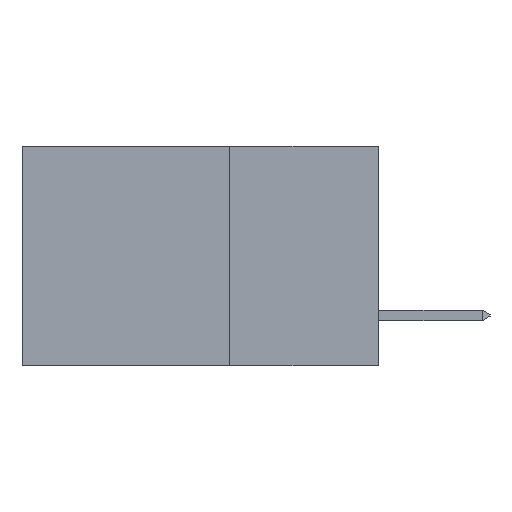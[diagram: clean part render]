
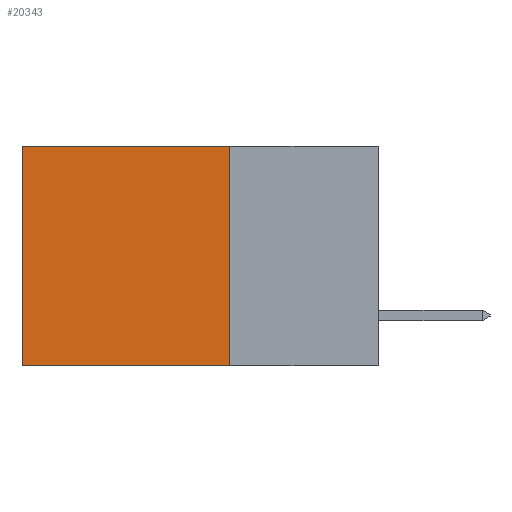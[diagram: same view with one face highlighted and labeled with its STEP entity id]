
A CAD part, left-side view. The second image highlights one B-rep face of the part: STEP entity #20343.
In plain terms, the highlighted planar face has unit normal (-1, 0, 0).
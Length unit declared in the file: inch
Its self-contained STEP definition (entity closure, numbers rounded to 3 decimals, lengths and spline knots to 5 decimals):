
#234 = DIRECTION ( 'NONE',  ( 0., 0., -1. ) ) ;
#460 = VERTEX_POINT ( 'NONE', #11080 ) ;
#1760 = VECTOR ( 'NONE', #4106, 39.37008 ) ;
#2199 = ORIENTED_EDGE ( 'NONE', *, *, #5100, .F. ) ;
#2449 = CARTESIAN_POINT ( 'NONE',  ( 0.2615, 0.25, -0.37 ) ) ;
#4106 = DIRECTION ( 'NONE',  ( 0., 1., 0. ) ) ;
#4162 = LINE ( 'NONE', #11110, #20861 ) ;
#4487 = ORIENTED_EDGE ( 'NONE', *, *, #8548, .T. ) ;
#5100 = EDGE_CURVE ( 'NONE', #8063, #7481, #10560, .T. ) ;
#5973 = CARTESIAN_POINT ( 'NONE',  ( 0.2615, 0.25, 0. ) ) ;
#6199 = DIRECTION ( 'NONE',  ( 0., 0., -1. ) ) ;
#6532 = CARTESIAN_POINT ( 'NONE',  ( 0.2615, 0.25, -0.37 ) ) ;
#7387 = ORIENTED_EDGE ( 'NONE', *, *, #12071, .T. ) ;
#7481 = VERTEX_POINT ( 'NONE', #13400 ) ;
#7969 = DIRECTION ( 'NONE',  ( 0., 0., -1. ) ) ;
#8063 = VERTEX_POINT ( 'NONE', #17940 ) ;
#8417 = CARTESIAN_POINT ( 'NONE',  ( 0.2615, 0.6, -0.37 ) ) ;
#8496 = CARTESIAN_POINT ( 'NONE',  ( 0.2615, 0.25, -0.37 ) ) ;
#8548 = EDGE_CURVE ( 'NONE', #10979, #460, #4162, .T. ) ;
#9530 = FACE_OUTER_BOUND ( 'NONE', #9876, .T. ) ;
#9876 = EDGE_LOOP ( 'NONE', ( #7387, #2199, #10983, #4487 ) ) ;
#10100 = DIRECTION ( 'NONE',  ( 1., 0., 0. ) ) ;
#10560 = LINE ( 'NONE', #2449, #1760 ) ;
#10979 = VERTEX_POINT ( 'NONE', #5973 ) ;
#10983 = ORIENTED_EDGE ( 'NONE', *, *, #11834, .F. ) ;
#10987 = DIRECTION ( 'NONE',  ( 0., 1., 0. ) ) ;
#11080 = CARTESIAN_POINT ( 'NONE',  ( 0.2615, 0.6, 0. ) ) ;
#11110 = CARTESIAN_POINT ( 'NONE',  ( 0.2615, 0.25, 0. ) ) ;
#11834 = EDGE_CURVE ( 'NONE', #10979, #8063, #15749, .T. ) ;
#12071 = EDGE_CURVE ( 'NONE', #460, #7481, #20189, .T. ) ;
#13022 = VECTOR ( 'NONE', #6199, 39.37008 ) ;
#13400 = CARTESIAN_POINT ( 'NONE',  ( 0.2615, 0.6, -0.37 ) ) ;
#14876 = AXIS2_PLACEMENT_3D ( 'NONE', #8496, #10100, #234 ) ;
#15749 = LINE ( 'NONE', #6532, #13022 ) ;
#15971 = VECTOR ( 'NONE', #7969, 39.37008 ) ;
#17940 = CARTESIAN_POINT ( 'NONE',  ( 0.2615, 0.25, -0.37 ) ) ;
#19667 = PLANE ( 'NONE',  #14876 ) ;
#20189 = LINE ( 'NONE', #8417, #15971 ) ;
#20343 = ADVANCED_FACE ( 'NONE', ( #9530 ), #19667, .F. ) ;
#20861 = VECTOR ( 'NONE', #10987, 39.37008 ) ;
